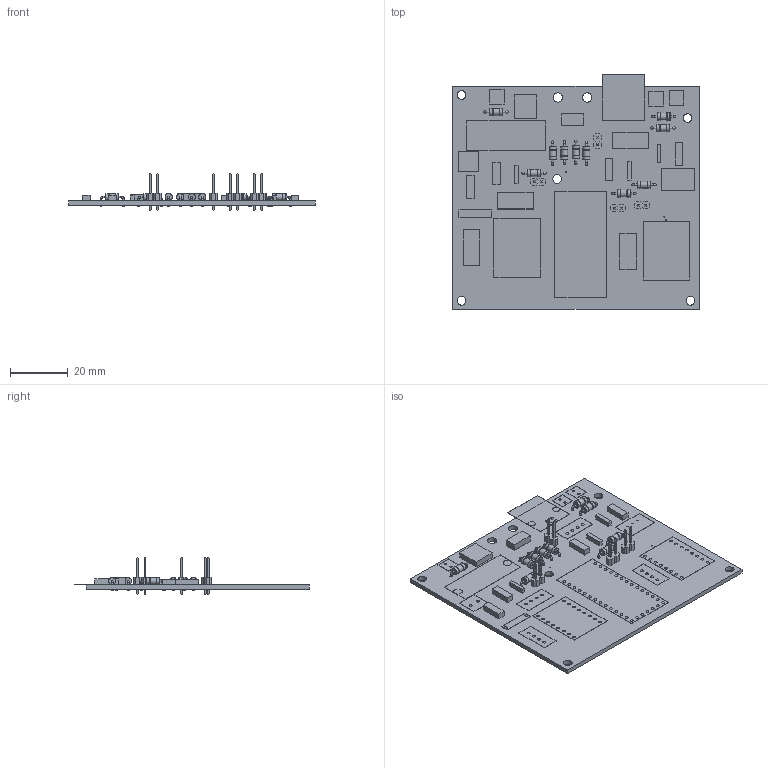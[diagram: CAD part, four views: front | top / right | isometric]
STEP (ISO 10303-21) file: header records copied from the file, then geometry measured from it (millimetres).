
FILE_DESCRIPTION(/* description */ (''),/* implementation_level */ '2;1');
FILE_NAME(/* name */ '1232e333-5caa-489e-a165-0d0492ed6cf9.stp',/* time_stamp */ '2022-07-04T22:24:58Z',/* author */ (''),/* organization */ (''),/* preprocessor_version */ 'ST-DEVELOPER v19',/* originating_system */ 'Autodesk Translation Framework v11.7.0.108',/* authorisation */ '');
FILE_SCHEMA (('AUTOMOTIVE_DESIGN { 1 0 10303 214 3 1 1 }'));
Length unit declared in the file: millimetre
Products named in the file (19): 1232e333-5caa-489e-a165-0d0492ed6cf9; PCB Component; Board; 1X02; 0.1uF; 100uF; 1N4004; 5X20MM_FUSE; RJ11-4X; LED5MM; 10k; 1X2-3.5MM; TEENSY_4.0; A4988 etc; USB-B_SOCKET; USB; WIFI; DCJ0303; TSR_5V
Assembly tree (40 placements, depth 3):
  1232e333-5caa-489e-a165-0d0492ed6cf9
    PCB Component
      Board
      1X02  x4
      0.1uF  x3
      100uF  x4
      1N4004
      5X20MM_FUSE
      RJ11-4X
      LED5MM  x3
      10k  x10
      1X2-3.5MM
      TEENSY_4.0
      A4988 etc  x2
      USB-B_SOCKET
      USB
      WIFI  x3
      DCJ0303
      TSR_5V
Bounding box: 85 x 81.03 x 12.64 mm (x, y, z)
Volume: 10992 mm3; surface area: 20667.2 mm2
Topology: 39 solids, 39 shells, 720 faces, 1724 edges, 1118 vertices
Faces by surface type: plane 410, cylinder 230, torus 80
Full cylindrical faces by diameter (mm): 0.35 x3, 0.6 x43, 0.813 x32, 0.9 x6, 0.965 x33, 1 x6, 1.016 x32, 1.02 x32, 1.118 x2, 2.375 x10, 2.5 x22, 3 x7, 3.251 x2
Entity records: 11976 total; most frequent: DIRECTION 1999, CARTESIAN_POINT 1819, ORIENTED_EDGE 1720, EDGE_CURVE 860, AXIS2_PLACEMENT_3D 747, EDGE_LOOP 665, VERTEX_POINT 567, LINE 505
